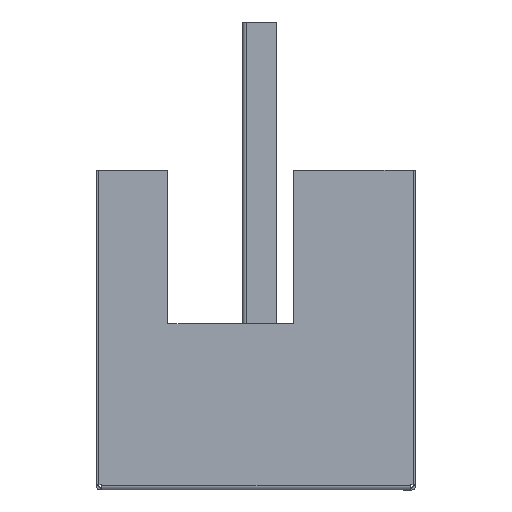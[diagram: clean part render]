
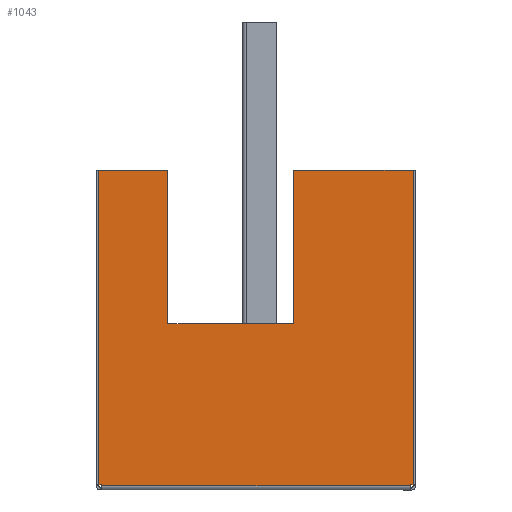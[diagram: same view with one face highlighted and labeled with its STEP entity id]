
A CAD part, left-side view. The second image highlights one B-rep face of the part: STEP entity #1043.
In plain terms, the highlighted face is planar.
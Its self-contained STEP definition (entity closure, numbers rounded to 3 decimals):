
#6 = DIRECTION ( 'NONE',  ( 1., 0., 0. ) ) ;
#21 = LINE ( 'NONE', #1811, #69 ) ;
#69 = VECTOR ( 'NONE', #852, 1000. ) ;
#84 = DIRECTION ( 'NONE',  ( 0., -1., 0. ) ) ;
#111 = EDGE_CURVE ( 'NONE', #768, #1107, #1521, .T. ) ;
#136 = CARTESIAN_POINT ( 'NONE',  ( -127., 0., 53.5 ) ) ;
#143 = LINE ( 'NONE', #1462, #190 ) ;
#186 = ORIENTED_EDGE ( 'NONE', *, *, #1373, .F. ) ;
#190 = VECTOR ( 'NONE', #387, 1000. ) ;
#197 = VECTOR ( 'NONE', #892, 1000. ) ;
#202 = DIRECTION ( 'NONE',  ( -1., 0., 0. ) ) ;
#234 = VERTEX_POINT ( 'NONE', #1021 ) ;
#247 = EDGE_CURVE ( 'NONE', #1769, #768, #143, .T. ) ;
#281 = VERTEX_POINT ( 'NONE', #882 ) ;
#282 = CARTESIAN_POINT ( 'NONE',  ( -2.1, 0., -71.4 ) ) ;
#322 = CARTESIAN_POINT ( 'NONE',  ( -66., 0., 25. ) ) ;
#324 = LINE ( 'NONE', #1396, #197 ) ;
#342 = VECTOR ( 'NONE', #624, 1000. ) ;
#343 = ORIENTED_EDGE ( 'NONE', *, *, #632, .F. ) ;
#348 = AXIS2_PLACEMENT_3D ( 'NONE', #2017, #84, #6 ) ;
#351 = VERTEX_POINT ( 'NONE', #729 ) ;
#387 = DIRECTION ( 'NONE',  ( 0., 0., -1. ) ) ;
#472 = CARTESIAN_POINT ( 'NONE',  ( -127., 0., -72.429 ) ) ;
#509 = ORIENTED_EDGE ( 'NONE', *, *, #1369, .T. ) ;
#542 = VECTOR ( 'NONE', #202, 1000. ) ;
#552 = VERTEX_POINT ( 'NONE', #735 ) ;
#555 = VECTOR ( 'NONE', #1953, 1000. ) ;
#591 = VECTOR ( 'NONE', #1725, 1000. ) ;
#624 = DIRECTION ( 'NONE',  ( 0., 0., -1. ) ) ;
#631 = ORIENTED_EDGE ( 'NONE', *, *, #1190, .T. ) ;
#632 = EDGE_CURVE ( 'NONE', #1330, #281, #21, .T. ) ;
#665 = VERTEX_POINT ( 'NONE', #1086 ) ;
#719 = ORIENTED_EDGE ( 'NONE', *, *, #981, .F. ) ;
#729 = CARTESIAN_POINT ( 'NONE',  ( -127., 0., 52.429 ) ) ;
#735 = CARTESIAN_POINT ( 'NONE',  ( -2.1, 0., -72.429 ) ) ;
#736 = LINE ( 'NONE', #1691, #342 ) ;
#768 = VERTEX_POINT ( 'NONE', #1638 ) ;
#796 = CARTESIAN_POINT ( 'NONE',  ( -2.1, 0., 53.5 ) ) ;
#825 = DIRECTION ( 'NONE',  ( 0., 0., -1. ) ) ;
#852 = DIRECTION ( 'NONE',  ( 1., 0., 0. ) ) ;
#882 = CARTESIAN_POINT ( 'NONE',  ( -1.6, 0., -71.4 ) ) ;
#889 = ORIENTED_EDGE ( 'NONE', *, *, #1543, .F. ) ;
#892 = DIRECTION ( 'NONE',  ( 0., 0., -1. ) ) ;
#981 = EDGE_CURVE ( 'NONE', #1107, #1967, #1377, .T. ) ;
#993 = EDGE_CURVE ( 'NONE', #1330, #552, #1067, .T. ) ;
#1021 = CARTESIAN_POINT ( 'NONE',  ( -2.1, 0., 52.429 ) ) ;
#1027 = EDGE_CURVE ( 'NONE', #351, #234, #1418, .T. ) ;
#1043 = ADVANCED_FACE ( 'NONE', ( #1412 ), #2081, .F. ) ;
#1058 = VECTOR ( 'NONE', #1425, 1000. ) ;
#1062 = DIRECTION ( 'NONE',  ( -1., 0., 0. ) ) ;
#1067 = LINE ( 'NONE', #2010, #1058 ) ;
#1086 = CARTESIAN_POINT ( 'NONE',  ( -127., 0., 25. ) ) ;
#1107 = VERTEX_POINT ( 'NONE', #1580 ) ;
#1127 = EDGE_CURVE ( 'NONE', #1499, #1998, #1207, .T. ) ;
#1150 = VECTOR ( 'NONE', #825, 1000. ) ;
#1155 = CARTESIAN_POINT ( 'NONE',  ( -2.1, 0., 51.4 ) ) ;
#1163 = ORIENTED_EDGE ( 'NONE', *, *, #1127, .F. ) ;
#1174 = DIRECTION ( 'NONE',  ( 1., 0., 0. ) ) ;
#1190 = EDGE_CURVE ( 'NONE', #1499, #281, #324, .T. ) ;
#1194 = ORIENTED_EDGE ( 'NONE', *, *, #993, .T. ) ;
#1207 = LINE ( 'NONE', #1221, #1952 ) ;
#1221 = CARTESIAN_POINT ( 'NONE',  ( 0., 0., 51.4 ) ) ;
#1269 = CARTESIAN_POINT ( 'NONE',  ( -127., 0., 25. ) ) ;
#1270 = CARTESIAN_POINT ( 'NONE',  ( -127., 0., -25. ) ) ;
#1330 = VERTEX_POINT ( 'NONE', #282 ) ;
#1355 = CARTESIAN_POINT ( 'NONE',  ( -192., 0., -72.429 ) ) ;
#1364 = ORIENTED_EDGE ( 'NONE', *, *, #1027, .T. ) ;
#1369 = EDGE_CURVE ( 'NONE', #234, #1998, #1563, .T. ) ;
#1373 = EDGE_CURVE ( 'NONE', #1967, #552, #2120, .T. ) ;
#1377 = LINE ( 'NONE', #136, #1150 ) ;
#1385 = VECTOR ( 'NONE', #1174, 1000. ) ;
#1396 = CARTESIAN_POINT ( 'NONE',  ( -1.6, 0., 51.4 ) ) ;
#1412 = FACE_OUTER_BOUND ( 'NONE', #1920, .T. ) ;
#1418 = LINE ( 'NONE', #1595, #1385 ) ;
#1425 = DIRECTION ( 'NONE',  ( 0., 0., -1. ) ) ;
#1462 = CARTESIAN_POINT ( 'NONE',  ( -66., 0., -25. ) ) ;
#1499 = VERTEX_POINT ( 'NONE', #2034 ) ;
#1505 = VECTOR ( 'NONE', #1833, 1000. ) ;
#1521 = LINE ( 'NONE', #1270, #542 ) ;
#1543 = EDGE_CURVE ( 'NONE', #351, #665, #736, .T. ) ;
#1563 = LINE ( 'NONE', #796, #1505 ) ;
#1580 = CARTESIAN_POINT ( 'NONE',  ( -127., 0., -25. ) ) ;
#1595 = CARTESIAN_POINT ( 'NONE',  ( -192., 0., 52.429 ) ) ;
#1638 = CARTESIAN_POINT ( 'NONE',  ( -66., 0., -25. ) ) ;
#1691 = CARTESIAN_POINT ( 'NONE',  ( -127., 0., 53.5 ) ) ;
#1725 = DIRECTION ( 'NONE',  ( 1., 0., 0. ) ) ;
#1769 = VERTEX_POINT ( 'NONE', #322 ) ;
#1811 = CARTESIAN_POINT ( 'NONE',  ( 0., 0., -71.4 ) ) ;
#1833 = DIRECTION ( 'NONE',  ( 0., 0., -1. ) ) ;
#1920 = EDGE_LOOP ( 'NONE', ( #1163, #631, #343, #1194, #186, #719, #2080, #2055, #2093, #889, #1364, #509 ) ) ;
#1949 = EDGE_CURVE ( 'NONE', #665, #1769, #2065, .T. ) ;
#1952 = VECTOR ( 'NONE', #1062, 1000. ) ;
#1953 = DIRECTION ( 'NONE',  ( 1., 0., 0. ) ) ;
#1967 = VERTEX_POINT ( 'NONE', #472 ) ;
#1998 = VERTEX_POINT ( 'NONE', #1155 ) ;
#2010 = CARTESIAN_POINT ( 'NONE',  ( -2.1, 0., 53.5 ) ) ;
#2017 = CARTESIAN_POINT ( 'NONE',  ( 0., 0., 53.5 ) ) ;
#2034 = CARTESIAN_POINT ( 'NONE',  ( -1.6, 0., 51.4 ) ) ;
#2055 = ORIENTED_EDGE ( 'NONE', *, *, #247, .F. ) ;
#2065 = LINE ( 'NONE', #1269, #555 ) ;
#2080 = ORIENTED_EDGE ( 'NONE', *, *, #111, .F. ) ;
#2081 = PLANE ( 'NONE',  #348 ) ;
#2093 = ORIENTED_EDGE ( 'NONE', *, *, #1949, .F. ) ;
#2120 = LINE ( 'NONE', #1355, #591 ) ;
